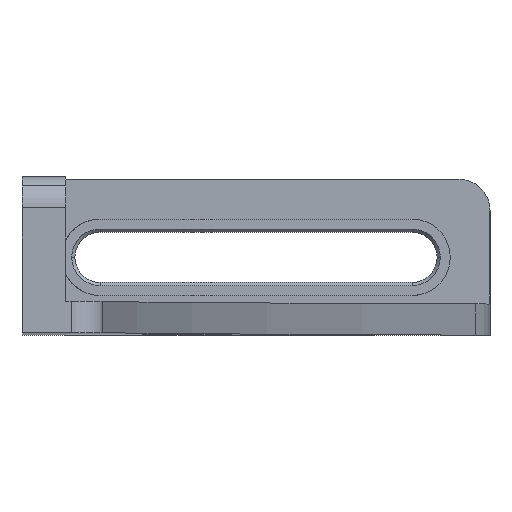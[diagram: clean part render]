
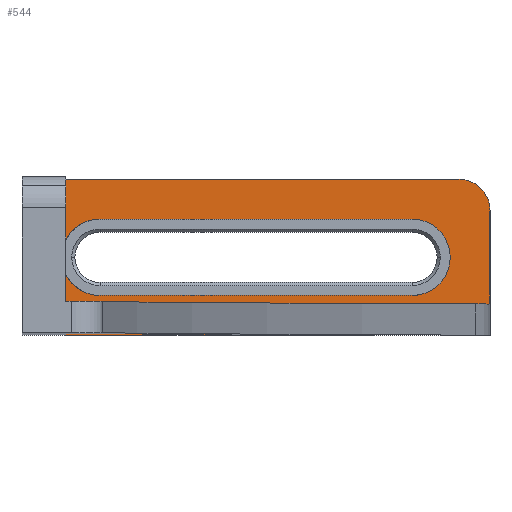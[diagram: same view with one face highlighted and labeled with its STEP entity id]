
A CAD part, top view. The second image highlights one B-rep face of the part: STEP entity #544.
In plain terms, the highlighted planar face has unit normal (0, 0, 1).
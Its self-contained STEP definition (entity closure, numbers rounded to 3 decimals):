
#544=ADVANCED_FACE('',(#1198),#1199,.T.);
#1198=FACE_OUTER_BOUND('',#1915,.T.);
#1199=PLANE('',#1916);
#1915=EDGE_LOOP('',(#3449,#3450,#3451,#3452,#3453,#3454,#3455,#3456,#3457,#3458,#3459,#3460,#3461,#3462,#3463,#3464,#3465));
#1916=AXIS2_PLACEMENT_3D('',#3466,#3467,#3468);
#3449=ORIENTED_EDGE('',*,*,#4037,.T.);
#3450=ORIENTED_EDGE('',*,*,#4430,.T.);
#3451=ORIENTED_EDGE('',*,*,#4552,.T.);
#3452=ORIENTED_EDGE('',*,*,#4248,.F.);
#3453=ORIENTED_EDGE('',*,*,#4225,.F.);
#3454=ORIENTED_EDGE('',*,*,#4129,.F.);
#3455=ORIENTED_EDGE('',*,*,#4014,.F.);
#3456=ORIENTED_EDGE('',*,*,#4466,.F.);
#3457=ORIENTED_EDGE('',*,*,#4269,.T.);
#3458=ORIENTED_EDGE('',*,*,#4302,.T.);
#3459=ORIENTED_EDGE('',*,*,#4102,.T.);
#3460=ORIENTED_EDGE('',*,*,#4615,.T.);
#3461=ORIENTED_EDGE('',*,*,#4617,.T.);
#3462=ORIENTED_EDGE('',*,*,#4217,.T.);
#3463=ORIENTED_EDGE('',*,*,#4091,.T.);
#3464=ORIENTED_EDGE('',*,*,#4265,.T.);
#3465=ORIENTED_EDGE('',*,*,#4253,.F.);
#3466=CARTESIAN_POINT('',(-20.0,107.0,-36.0));
#3467=DIRECTION('',(-0.0,0.,1.0));
#3468=DIRECTION('',(1.0,0.0,0.0));
#4014=EDGE_CURVE('',#4746,#4742,#4748,.T.);
#4037=EDGE_CURVE('',#4789,#4787,#4790,.T.);
#4091=EDGE_CURVE('',#4884,#4882,#4885,.T.);
#4102=EDGE_CURVE('',#4904,#4902,#4905,.T.);
#4129=EDGE_CURVE('',#4742,#4950,#4951,.T.);
#4217=EDGE_CURVE('',#5093,#4884,#5094,.T.);
#4225=EDGE_CURVE('',#4950,#5106,#5107,.T.);
#4248=EDGE_CURVE('',#5106,#5144,#5145,.T.);
#4253=EDGE_CURVE('',#4789,#5152,#5153,.T.);
#4265=EDGE_CURVE('',#4882,#5152,#5170,.T.);
#4269=EDGE_CURVE('',#5177,#5175,#5178,.T.);
#4302=EDGE_CURVE('',#5175,#4904,#5233,.T.);
#4430=EDGE_CURVE('',#4787,#5419,#5420,.T.);
#4466=EDGE_CURVE('',#5177,#4746,#5464,.T.);
#4552=EDGE_CURVE('',#5419,#5144,#5572,.T.);
#4615=EDGE_CURVE('',#4902,#5637,#5639,.T.);
#4617=EDGE_CURVE('',#5637,#5093,#5641,.T.);
#4742=VERTEX_POINT('',#5774);
#4746=VERTEX_POINT('',#5779);
#4748=CIRCLE('',#5782,10.0);
#4787=VERTEX_POINT('',#5829);
#4789=VERTEX_POINT('',#5832);
#4790=LINE('',#5833,#5834);
#4882=VERTEX_POINT('',#5947);
#4884=VERTEX_POINT('',#5949);
#4885=CIRCLE('',#5950,12.25);
#4902=VERTEX_POINT('',#5971);
#4904=VERTEX_POINT('',#5974);
#4905=LINE('',#5975,#5976);
#4950=VERTEX_POINT('',#6030);
#4951=CIRCLE('',#6031,10.0);
#5093=VERTEX_POINT('',#6199);
#5094=LINE('',#6200,#6201);
#5106=VERTEX_POINT('',#6216);
#5107=LINE('',#6217,#6218);
#5144=VERTEX_POINT('',#6267);
#5145=LINE('',#6268,#6269);
#5152=VERTEX_POINT('',#6277);
#5153=LINE('',#6278,#6279);
#5170=LINE('',#6300,#6301);
#5175=VERTEX_POINT('',#6306);
#5177=VERTEX_POINT('',#6308);
#5178=LINE('',#6309,#6310);
#5233=CIRCLE('',#6368,12.25);
#5419=VERTEX_POINT('',#6598);
#5420=LINE('',#6599,#6600);
#5464=LINE('',#6656,#6657);
#5572=LINE('',#6795,#6796);
#5637=VERTEX_POINT('',#6873);
#5639=CIRCLE('',#6876,12.25);
#5641=CIRCLE('',#6878,12.25);
#5774=CARTESIAN_POINT('',(127.071,142.071,-36.0));
#5779=CARTESIAN_POINT('',(120.0,145.0,-36.0));
#5782=AXIS2_PLACEMENT_3D('',#7028,#7029,#7030);
#5829=CARTESIAN_POINT('',(93.0,105.0,-36.0));
#5832=CARTESIAN_POINT('',(93.0,95.0,-36.0));
#5833=CARTESIAN_POINT('',(93.0,101.0,-36.0));
#5834=VECTOR('',#7064,1.0);
#5947=CARTESIAN_POINT('',(-6.0,114.609,-36.0));
#5949=CARTESIAN_POINT('',(5.0,107.75,-36.0));
#5950=AXIS2_PLACEMENT_3D('',#7149,#7150,#7151);
#5971=CARTESIAN_POINT('',(105.0,132.25,-36.0));
#5974=CARTESIAN_POINT('',(5.0,132.25,-36.0));
#5975=CARTESIAN_POINT('',(42.5,132.25,-36.0));
#5976=VECTOR('',#7166,1.0);
#6030=CARTESIAN_POINT('',(130.0,135.0,-36.0));
#6031=AXIS2_PLACEMENT_3D('',#7209,#7210,#7211);
#6199=CARTESIAN_POINT('',(105.0,107.75,-36.0));
#6200=CARTESIAN_POINT('',(-7.5,107.75,-36.0));
#6201=VECTOR('',#7364,1.0);
#6216=CARTESIAN_POINT('',(130.0,95.0,-36.0));
#6217=CARTESIAN_POINT('',(130.0,145.0,-36.0));
#6218=VECTOR('',#7374,1.0);
#6267=CARTESIAN_POINT('',(130.,95.0,-36.0));
#6268=CARTESIAN_POINT('',(130.0,95.0,-36.0));
#6269=VECTOR('',#7402,1.0);
#6277=CARTESIAN_POINT('',(-6.0,95.0,-36.0));
#6278=CARTESIAN_POINT('',(130.0,95.0,-36.0));
#6279=VECTOR('',#7413,1.0);
#6300=CARTESIAN_POINT('',(-6.0,145.0,-36.0));
#6301=VECTOR('',#7430,1.0);
#6306=CARTESIAN_POINT('',(-6.0,125.391,-36.0));
#6308=CARTESIAN_POINT('',(-6.0,145.0,-36.0));
#6309=CARTESIAN_POINT('',(-6.0,126.0,-36.0));
#6310=VECTOR('',#7440,1.0);
#6368=AXIS2_PLACEMENT_3D('',#7528,#7529,#7530);
#6598=CARTESIAN_POINT('',(130.,105.0,-36.0));
#6599=CARTESIAN_POINT('',(11.292,105.0,-36.0));
#6600=VECTOR('',#7746,1.0);
#6656=CARTESIAN_POINT('',(-20.0,145.0,-36.0));
#6657=VECTOR('',#7795,1.0);
#6795=CARTESIAN_POINT('',(130.,100.0,-36.0));
#6796=VECTOR('',#7913,1.0);
#6873=CARTESIAN_POINT('',(117.25,120.0,-36.0));
#6876=AXIS2_PLACEMENT_3D('',#7981,#7982,#7983);
#6878=AXIS2_PLACEMENT_3D('',#7984,#7985,#7986);
#7028=CARTESIAN_POINT('',(120.0,135.0,-36.0));
#7029=DIRECTION('',(0.0,0.,-1.0));
#7030=DIRECTION('',(0.707,0.707,0.));
#7064=DIRECTION('',(0.0,1.0,0.));
#7149=CARTESIAN_POINT('',(5.0,120.0,-36.0));
#7150=DIRECTION('',(0.0,0.,-1.0));
#7151=DIRECTION('',(1.0,0.0,0.0));
#7166=DIRECTION('',(1.0,0.0,0.0));
#7209=CARTESIAN_POINT('',(120.0,135.0,-36.0));
#7210=DIRECTION('',(0.0,0.,-1.0));
#7211=DIRECTION('',(0.707,0.707,0.));
#7364=DIRECTION('',(-1.0,0.0,0.0));
#7374=DIRECTION('',(0.0,-1.0,0.));
#7402=DIRECTION('',(-1.0,0.0,0.0));
#7413=DIRECTION('',(-1.0,0.0,0.0));
#7430=DIRECTION('',(0.0,-1.0,0.));
#7440=DIRECTION('',(0.0,-1.0,0.));
#7528=CARTESIAN_POINT('',(5.0,120.0,-36.0));
#7529=DIRECTION('',(0.0,0.,-1.0));
#7530=DIRECTION('',(1.0,0.0,0.0));
#7746=DIRECTION('',(1.0,0.0,0.0));
#7795=DIRECTION('',(1.0,0.0,0.0));
#7913=DIRECTION('',(0.0,-1.0,0.));
#7981=CARTESIAN_POINT('',(105.0,120.0,-36.0));
#7982=DIRECTION('',(0.0,0.,-1.0));
#7983=DIRECTION('',(1.0,0.0,0.0));
#7984=CARTESIAN_POINT('',(105.0,120.0,-36.0));
#7985=DIRECTION('',(0.0,0.,-1.0));
#7986=DIRECTION('',(1.0,0.0,0.0));
